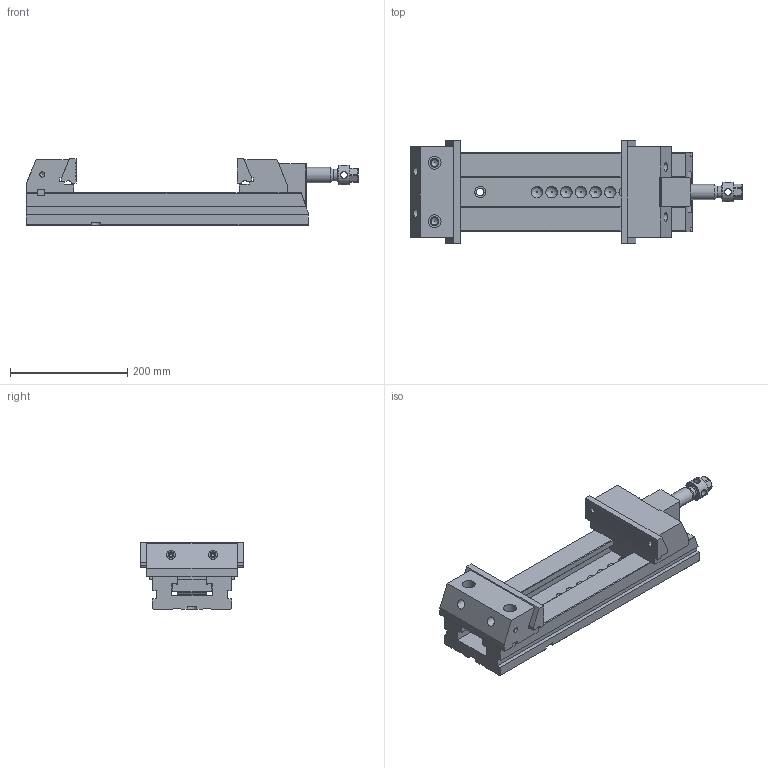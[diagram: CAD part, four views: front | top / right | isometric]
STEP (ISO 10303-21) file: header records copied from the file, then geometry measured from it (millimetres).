
FILE_DESCRIPTION(/* description */ (''),/* implementation_level */ '2;1');
FILE_NAME(/* name */ '30_175GL_Mordaza.stp',/* time_stamp */ '2013-07-12T08:45:48+02:00',/* author */ (''),/* organization */ (''),/* preprocessor_version */ 'ST-DEVELOPER v11',/* originating_system */ 'SIEMENS PLM Software NX 7.5',/* authorisation */ '');
FILE_SCHEMA (('AUTOMOTIVE_DESIGN { 1 0 10303 214 1 1 1 1 }'));
Length unit declared in the file: millimetre
Products named in the file (1): 30_175GL_Mordaza
Bounding box: 567.23 x 175 x 114 mm (x, y, z)
Volume: 4075318 mm3; surface area: 518816 mm2
Topology: 12 solids, 12 shells, 469 faces, 1263 edges, 836 vertices
Faces by surface type: plane 309, cylinder 97, cone 43, bspline 9, torus 9, sphere 2
Full cylindrical faces by diameter (mm): 4.351 x1, 5.188 x5, 6.985 x4, 8.5 x4, 8.782 x6, 9.5 x2, 10 x2, 10.579 x4, 12 x4, 12.376 x2, 13 x6, 15 x6, 16 x2, 16.5 x1, 19 x6, 20 x5, 21.25 x1, 22 x2, 26 x1, 30 x2, 33.8 x1, 34 x3
Entity records: 17428 total; most frequent: CARTESIAN_POINT 2953, DIRECTION 2231, ORIENTED_EDGE 2124, EDGE_CURVE 1062, VERTEX_POINT 786, AXIS2_PLACEMENT_3D 752, LINE 727, VECTOR 727
